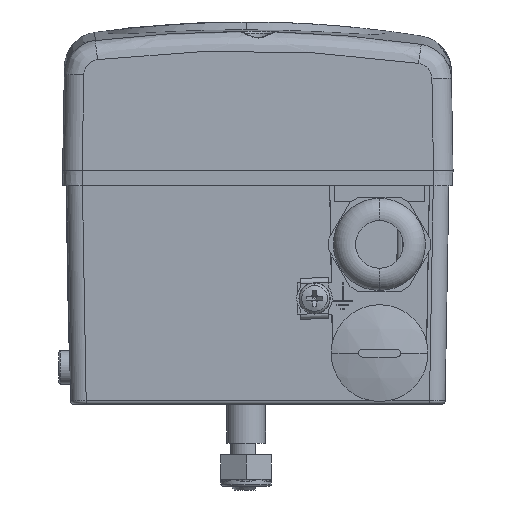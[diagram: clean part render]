
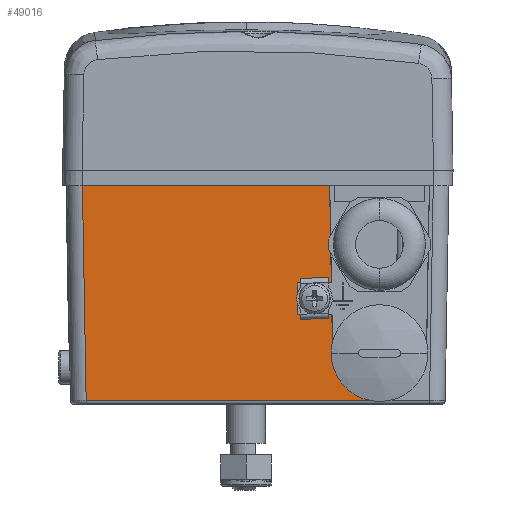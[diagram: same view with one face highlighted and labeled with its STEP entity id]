
A CAD part, left-side view. The second image highlights one B-rep face of the part: STEP entity #49016.
In plain terms, the highlighted planar face has unit normal (-1, 0, -0.018).
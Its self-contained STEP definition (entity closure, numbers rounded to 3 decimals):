
#440 = CARTESIAN_POINT ( 'NONE',  ( -89.497, -10.146, 1.198 ) ) ;
#623 = EDGE_CURVE ( 'NONE', #40843, #64534, #62607, .T. ) ;
#1246 = CARTESIAN_POINT ( 'NONE',  ( -89.078, -20.626, -22.854 ) ) ;
#1476 = CARTESIAN_POINT ( 'NONE',  ( -89.035, -22.432, -25.283 ) ) ;
#2664 = CARTESIAN_POINT ( 'NONE',  ( -89.93, 44.931, 26. ) ) ;
#3185 = LINE ( 'NONE', #38511, #43061 ) ;
#3732 = ORIENTED_EDGE ( 'NONE', *, *, #623, .F. ) ;
#5301 = CARTESIAN_POINT ( 'NONE',  ( -89.497, -10.146, 1.198 ) ) ;
#6394 = DIRECTION ( 'NONE',  ( 0., -1., 0. ) ) ;
#6657 = CARTESIAN_POINT ( 'NONE',  ( -89.054, -21.529, -24.216 ) ) ;
#6687 = LINE ( 'NONE', #20889, #37274 ) ;
#6899 = CARTESIAN_POINT ( 'NONE',  ( -89., -24.796, -27.325 ) ) ;
#7300 = EDGE_CURVE ( 'NONE', #10695, #42507, #11411, .T. ) ;
#7405 = ORIENTED_EDGE ( 'NONE', *, *, #17397, .F. ) ;
#7694 = VERTEX_POINT ( 'NONE', #10104 ) ;
#9645 = CARTESIAN_POINT ( 'NONE',  ( -88.97, 49., -29.017 ) ) ;
#9754 = VECTOR ( 'NONE', #49281, 1000. ) ;
#10104 = CARTESIAN_POINT ( 'NONE',  ( -88.97, 43.97, -29.017 ) ) ;
#10695 = VERTEX_POINT ( 'NONE', #17457 ) ;
#11411 = LINE ( 'NONE', #55679, #54702 ) ;
#12108 = CARTESIAN_POINT ( 'NONE',  ( -89.044, -21.986, -24.786 ) ) ;
#12336 = CARTESIAN_POINT ( 'NONE',  ( -88.972, -28.923, -28.917 ) ) ;
#12704 = ORIENTED_EDGE ( 'NONE', *, *, #31335, .F. ) ;
#12982 = EDGE_CURVE ( 'NONE', #10695, #19622, #18535, .T. ) ;
#14379 = B_SPLINE_CURVE_WITH_KNOTS ( 'NONE', 3,
 ( #38471, #17300, #28249, #66163, #33701, #1246, #39188, #6657, #44632, #12108, #50120, #17539, #55525, #23011, #60947, #28474, #66405, #33935, #1476, #39429, #6899, #44867, #12336, #50353 ),
 .UNSPECIFIED., .F., .F.,
 ( 4, 2, 2, 2, 2, 2, 1, 1, 1, 1, 2, 2, 2, 4 ),
 ( 0., 0.125, 0.25, 0.375, 0.438, 0.469, 0.484, 0.492, 0.496, 0.498, 0.499, 0.5, 0.75, 1. ),
 .UNSPECIFIED. ) ;
#15068 = DIRECTION ( 'NONE',  ( 0., -1., 0. ) ) ;
#15852 = DIRECTION ( 'NONE',  ( -1., 0., -0.017 ) ) ;
#17300 = CARTESIAN_POINT ( 'NONE',  ( -89.159, -19.156, -18.185 ) ) ;
#17350 = ORIENTED_EDGE ( 'NONE', *, *, #45658, .T. ) ;
#17397 = EDGE_CURVE ( 'NONE', #32651, #40843, #24168, .T. ) ;
#17457 = CARTESIAN_POINT ( 'NONE',  ( -89.93, -18.399, 26. ) ) ;
#17539 = CARTESIAN_POINT ( 'NONE',  ( -89.039, -22.213, -25.045 ) ) ;
#18535 = LINE ( 'NONE', #48751, #45788 ) ;
#19622 = VERTEX_POINT ( 'NONE', #49829 ) ;
#20889 = CARTESIAN_POINT ( 'NONE',  ( -89.356, -18.962, -6.875 ) ) ;
#21009 = VECTOR ( 'NONE', #6394, 1000. ) ;
#21303 = CARTESIAN_POINT ( 'NONE',  ( -90., 49., 30. ) ) ;
#21632 = DIRECTION ( 'NONE',  ( 0.017, -0.017, -1. ) ) ;
#23011 = CARTESIAN_POINT ( 'NONE',  ( -89.036, -22.358, -25.204 ) ) ;
#24168 = LINE ( 'NONE', #440, #9754 ) ;
#25492 = CARTESIAN_POINT ( 'NONE',  ( -89.356, -18.962, -6.875 ) ) ;
#26765 = PLANE ( 'NONE',  #52095 ) ;
#28249 = CARTESIAN_POINT ( 'NONE',  ( -89.143, -19.289, -19.095 ) ) ;
#28474 = CARTESIAN_POINT ( 'NONE',  ( -89.035, -22.417, -25.267 ) ) ;
#29333 = EDGE_LOOP ( 'NONE', ( #69939, #17350, #43898, #39846, #12704, #3732, #7405, #33621, #39821 ) ) ;
#31335 = EDGE_CURVE ( 'NONE', #64534, #39755, #6687, .T. ) ;
#32215 = DIRECTION ( 'NONE',  ( -0.017, 0., 1. ) ) ;
#32651 = VERTEX_POINT ( 'NONE', #5301 ) ;
#33621 = ORIENTED_EDGE ( 'NONE', *, *, #46288, .F. ) ;
#33622 = LINE ( 'NONE', #45074, #46426 ) ;
#33701 = CARTESIAN_POINT ( 'NONE',  ( -89.102, -19.987, -21.511 ) ) ;
#33935 = CARTESIAN_POINT ( 'NONE',  ( -89.035, -22.431, -25.281 ) ) ;
#36060 = CARTESIAN_POINT ( 'NONE',  ( -89.356, -10.144, -6.875 ) ) ;
#37274 = VECTOR ( 'NONE', #53407, 1000. ) ;
#38471 = CARTESIAN_POINT ( 'NONE',  ( -89.176, -19.14, -17.214 ) ) ;
#38511 = CARTESIAN_POINT ( 'NONE',  ( -89.93, 44.931, 26. ) ) ;
#39188 = CARTESIAN_POINT ( 'NONE',  ( -89.068, -20.983, -23.444 ) ) ;
#39429 = CARTESIAN_POINT ( 'NONE',  ( -89.015, -23.519, -26.431 ) ) ;
#39577 = DIRECTION ( 'NONE',  ( 0., 1., 0. ) ) ;
#39616 = DIRECTION ( 'NONE',  ( 0., 1., 0. ) ) ;
#39755 = VERTEX_POINT ( 'NONE', #56668 ) ;
#39821 = ORIENTED_EDGE ( 'NONE', *, *, #12982, .F. ) ;
#39846 = ORIENTED_EDGE ( 'NONE', *, *, #54818, .F. ) ;
#40843 = VERTEX_POINT ( 'NONE', #36060 ) ;
#41203 = EDGE_CURVE ( 'NONE', #7694, #65654, #69807, .T. ) ;
#42507 = VERTEX_POINT ( 'NONE', #2664 ) ;
#43061 = VECTOR ( 'NONE', #48054, 1000. ) ;
#43898 = ORIENTED_EDGE ( 'NONE', *, *, #41203, .T. ) ;
#44372 = CARTESIAN_POINT ( 'NONE',  ( -89.356, -10.181, -6.875 ) ) ;
#44632 = CARTESIAN_POINT ( 'NONE',  ( -89.05, -21.712, -24.454 ) ) ;
#44867 = CARTESIAN_POINT ( 'NONE',  ( -88.978, -27.498, -28.568 ) ) ;
#45074 = CARTESIAN_POINT ( 'NONE',  ( -89.497, -20.181, 1.198 ) ) ;
#45658 = EDGE_CURVE ( 'NONE', #42507, #7694, #3185, .T. ) ;
#45788 = VECTOR ( 'NONE', #21632, 1000. ) ;
#46288 = EDGE_CURVE ( 'NONE', #19622, #32651, #33622, .T. ) ;
#46426 = VECTOR ( 'NONE', #39616, 1000. ) ;
#48054 = DIRECTION ( 'NONE',  ( 0.017, -0.017, -1. ) ) ;
#48751 = CARTESIAN_POINT ( 'NONE',  ( -89.93, -18.399, 26. ) ) ;
#49016 = ADVANCED_FACE ( 'NONE', ( #49129 ), #26765, .T. ) ;
#49129 = FACE_OUTER_BOUND ( 'NONE', #29333, .T. ) ;
#49281 = DIRECTION ( 'NONE',  ( 0.017, 0., -1. ) ) ;
#49829 = CARTESIAN_POINT ( 'NONE',  ( -89.497, -18.824, 1.198 ) ) ;
#50120 = CARTESIAN_POINT ( 'NONE',  ( -89.042, -22.077, -24.892 ) ) ;
#50353 = CARTESIAN_POINT ( 'NONE',  ( -88.97, -30.318, -29.017 ) ) ;
#52045 = VECTOR ( 'NONE', #15068, 1000. ) ;
#52095 = AXIS2_PLACEMENT_3D ( 'NONE', #21303, #15852, #32215 ) ;
#53407 = DIRECTION ( 'NONE',  ( 0.017, -0.017, -1. ) ) ;
#54702 = VECTOR ( 'NONE', #39577, 1000. ) ;
#54818 = EDGE_CURVE ( 'NONE', #39755, #65654, #14379, .T. ) ;
#55525 = CARTESIAN_POINT ( 'NONE',  ( -89.038, -22.28, -25.12 ) ) ;
#55679 = CARTESIAN_POINT ( 'NONE',  ( -89.93, 49., 26. ) ) ;
#56668 = CARTESIAN_POINT ( 'NONE',  ( -89.176, -19.14, -17.214 ) ) ;
#60331 = CARTESIAN_POINT ( 'NONE',  ( -88.97, -30.318, -29.017 ) ) ;
#60947 = CARTESIAN_POINT ( 'NONE',  ( -89.036, -22.397, -25.246 ) ) ;
#62607 = LINE ( 'NONE', #44372, #21009 ) ;
#64534 = VERTEX_POINT ( 'NONE', #25492 ) ;
#65654 = VERTEX_POINT ( 'NONE', #60331 ) ;
#66163 = CARTESIAN_POINT ( 'NONE',  ( -89.115, -19.705, -20.758 ) ) ;
#66405 = CARTESIAN_POINT ( 'NONE',  ( -89.035, -22.425, -25.275 ) ) ;
#69807 = LINE ( 'NONE', #9645, #52045 ) ;
#69939 = ORIENTED_EDGE ( 'NONE', *, *, #7300, .T. ) ;
